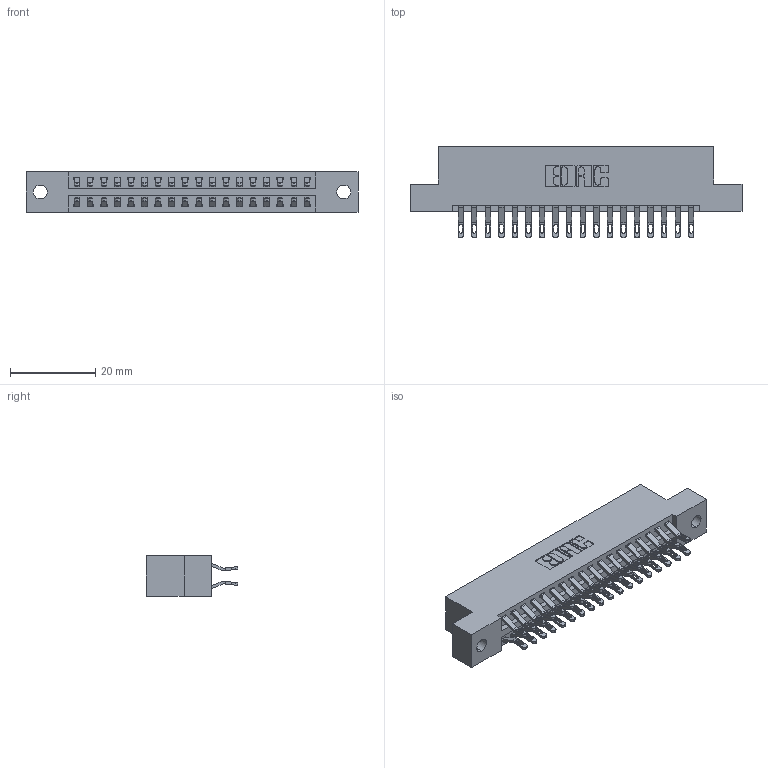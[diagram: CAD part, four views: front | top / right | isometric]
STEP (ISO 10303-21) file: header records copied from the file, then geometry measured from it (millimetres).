
FILE_DESCRIPTION (( 'STEP AP203' ), '1' );
FILE_NAME ('346-036-555-202.STEP', '2022-05-19T21:54:58', ( '' ), ( '' ), 'SwSTEP 2.0', 'SolidWorks 2020', '' );
FILE_SCHEMA (( 'CONFIG_CONTROL_DESIGN' ));
Length unit declared in the file: inch
Products named in the file (3): 345-292-001_555 Tail; 346 Part_Flush Mounting Lugs - 0.128 Dia; 346-036-555-202
Assembly tree (37 placements, depth 2):
  346-036-555-202
    346 Part_Flush Mounting Lugs - 0.128 Dia
    345-292-001_555 Tail  x36
Bounding box: 77.72 x 21.46 x 9.4 mm (x, y, z)
Volume: 7460.4 mm3; surface area: 9980.6 mm2
Topology: 37 solids, 37 shells, 2210 faces, 6917 edges, 4610 vertices
Faces by surface type: plane 1264, cylinder 946
Entity records: 15307 total; most frequent: CARTESIAN_POINT 2590, ORIENTED_EDGE 2494, DIRECTION 2303, EDGE_CURVE 1247, VECTOR 1023, LINE 1023, VERTEX_POINT 830, AXIS2_PLACEMENT_3D 640
